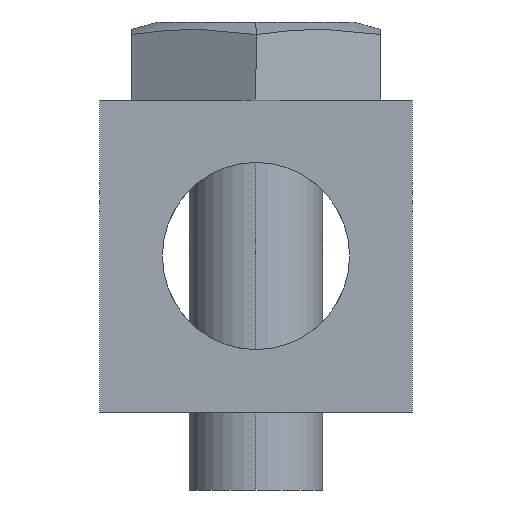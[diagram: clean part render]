
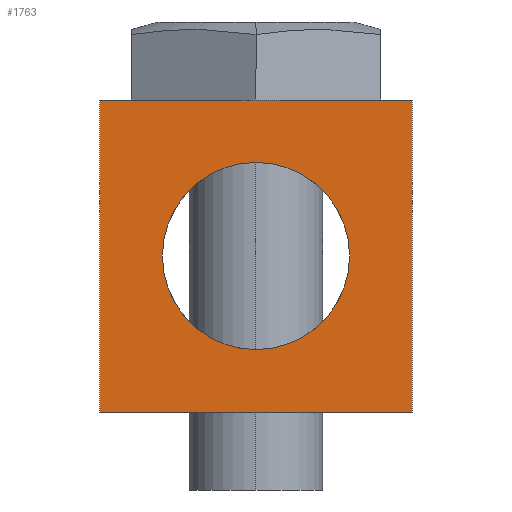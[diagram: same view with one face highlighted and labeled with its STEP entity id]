
A CAD part, left-side view. The second image highlights one B-rep face of the part: STEP entity #1763.
In plain terms, the highlighted planar face has unit normal (-1, 0, 0).
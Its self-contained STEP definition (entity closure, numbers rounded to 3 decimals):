
#395=CARTESIAN_POINT('',(-27.5,0.,-6.0));
#396=VERTEX_POINT('',#395);
#403=CARTESIAN_POINT('',(-27.5,0.0,6.0));
#404=VERTEX_POINT('',#403);
#405=CARTESIAN_POINT('',(-27.5,0.0,0.0));
#406=DIRECTION('',(1.0,0.0,0.0));
#407=DIRECTION('',(0.0,0.0,1.0));
#408=AXIS2_PLACEMENT_3D('',#405,#406,#407);
#409=CIRCLE('',#408,6.0);
#410=EDGE_CURVE('',#404,#396,#409,.T.);
#1599=CARTESIAN_POINT('',(-27.5,0.0,0.0));
#1600=DIRECTION('',(1.0,0.0,0.0));
#1601=DIRECTION('',(0.0,0.0,1.0));
#1602=AXIS2_PLACEMENT_3D('',#1599,#1600,#1601);
#1603=CIRCLE('',#1602,6.0);
#1604=EDGE_CURVE('',#396,#404,#1603,.T.);
#1637=CARTESIAN_POINT('',(-27.5,10.,10.0));
#1638=VERTEX_POINT('',#1637);
#1655=CARTESIAN_POINT('',(-27.5,10.,-10.0));
#1656=VERTEX_POINT('',#1655);
#1663=CARTESIAN_POINT('',(-27.5,10.,-10.0));
#1664=DIRECTION('',(0.0,0.0,1.0));
#1665=VECTOR('',#1664,20.0);
#1666=LINE('',#1663,#1665);
#1667=EDGE_CURVE('',#1656,#1638,#1666,.T.);
#1712=CARTESIAN_POINT('',(-27.5,-10.0,10.0));
#1713=VERTEX_POINT('',#1712);
#1720=CARTESIAN_POINT('',(-27.5,-10.0,-10.0));
#1721=VERTEX_POINT('',#1720);
#1722=CARTESIAN_POINT('',(-27.5,-10.0,-10.0));
#1723=DIRECTION('',(0.0,0.0,1.0));
#1724=VECTOR('',#1723,20.0);
#1725=LINE('',#1722,#1724);
#1726=EDGE_CURVE('',#1721,#1713,#1725,.T.);
#1738=CARTESIAN_POINT('',(-27.5,-10.0,-10.0));
#1739=DIRECTION('',(-1.0,0.0,0.0));
#1740=DIRECTION('',(0.0,0.0,1.0));
#1741=AXIS2_PLACEMENT_3D('',#1738,#1739,#1740);
#1742=PLANE('',#1741);
#1743=CARTESIAN_POINT('',(-27.5,-10.0,10.0));
#1744=DIRECTION('',(0.0,1.0,0.0));
#1745=VECTOR('',#1744,20.);
#1746=LINE('',#1743,#1745);
#1747=EDGE_CURVE('',#1713,#1638,#1746,.T.);
#1748=ORIENTED_EDGE('',*,*,#1747,.T.);
#1749=ORIENTED_EDGE('',*,*,#1667,.F.);
#1750=CARTESIAN_POINT('',(-27.5,10.,-10.0));
#1751=DIRECTION('',(0.0,-1.0,0.0));
#1752=VECTOR('',#1751,20.);
#1753=LINE('',#1750,#1752);
#1754=EDGE_CURVE('',#1656,#1721,#1753,.T.);
#1755=ORIENTED_EDGE('',*,*,#1754,.T.);
#1756=ORIENTED_EDGE('',*,*,#1726,.T.);
#1757=EDGE_LOOP('',(#1748,#1749,#1755,#1756));
#1758=FACE_OUTER_BOUND('',#1757,.T.);
#1759=ORIENTED_EDGE('',*,*,#410,.T.);
#1760=ORIENTED_EDGE('',*,*,#1604,.T.);
#1761=EDGE_LOOP('',(#1759,#1760));
#1762=FACE_BOUND('',#1761,.T.);
#1763=ADVANCED_FACE('',(#1758,#1762),#1742,.T.);
